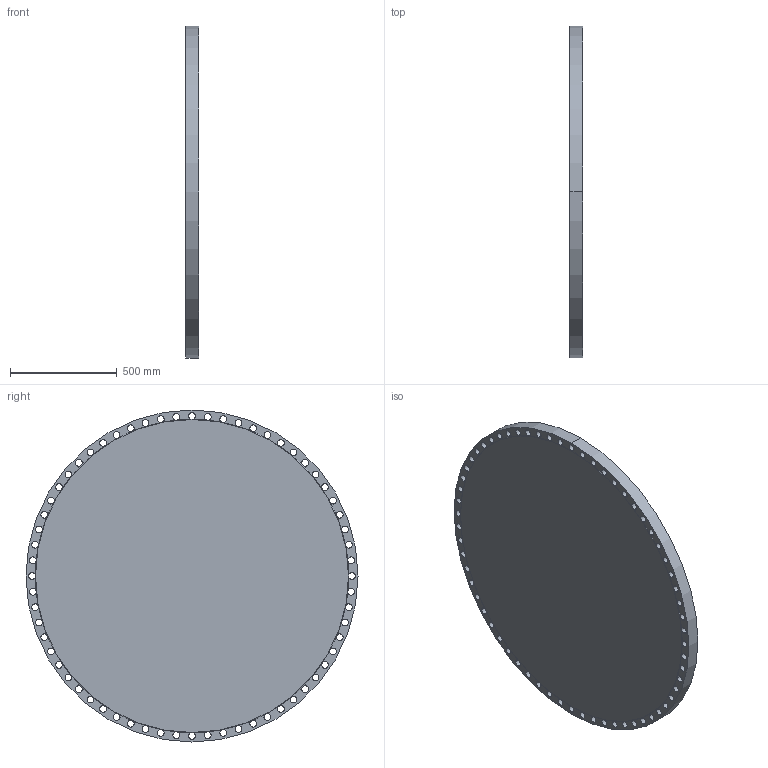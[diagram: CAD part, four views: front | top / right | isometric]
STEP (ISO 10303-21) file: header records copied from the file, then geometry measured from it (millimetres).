
FILE_DESCRIPTION (( 'STEP AP203' ), '1' );
FILE_NAME ('54_CL75_WN_B161_RF_BLF.STEP', '2024-01-12T21:49:15', ( '' ), ( '' ), 'SwSTEP 2.0', 'SolidWorks 2023', '' );
FILE_SCHEMA (( 'CONFIG_CONTROL_DESIGN' ));
Length unit declared in the file: inch
Products named in the file (1): 54_CL75_WN_B161_RF_BLF
Bounding box: 61.91 x 1555.75 x 1555.75 mm (x, y, z)
Volume: 114300498.8 mm3; surface area: 4387801.7 mm2
Topology: 1 solids, 1 shells, 135 faces, 519 edges, 323 vertices
Faces by surface type: cylinder 132, plane 3
Entity records: 5963 total; most frequent: DIRECTION 1178, ORIENTED_EDGE 1038, CARTESIAN_POINT 978, AXIS2_PLACEMENT_3D 523, EDGE_CURVE 519, CIRCLE 387, VERTEX_POINT 323, EDGE_LOOP 200
